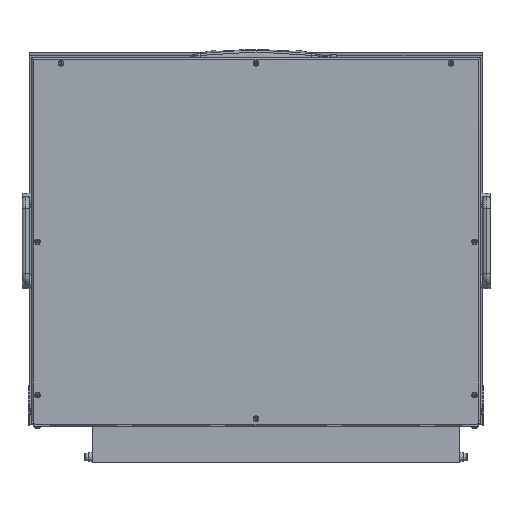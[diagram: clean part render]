
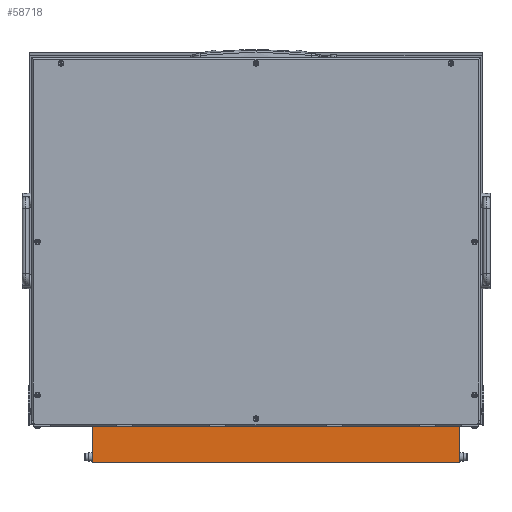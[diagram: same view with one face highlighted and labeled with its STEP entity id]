
A CAD part, front view. The second image highlights one B-rep face of the part: STEP entity #58718.
In plain terms, the highlighted planar face has unit normal (0, -1, 0).
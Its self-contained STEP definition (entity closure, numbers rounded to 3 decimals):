
#1778 = VERTEX_POINT ( 'NONE', #106328 ) ;
#12700 = EDGE_LOOP ( 'NONE', ( #53082, #96343, #27427, #46196 ) ) ;
#15730 = VERTEX_POINT ( 'NONE', #75700 ) ;
#18628 = DIRECTION ( 'NONE',  ( 0., 1., 0. ) ) ;
#19784 = CARTESIAN_POINT ( 'NONE',  ( -0.004, 0., 432.085 ) ) ;
#21581 = DIRECTION ( 'NONE',  ( 0.017, 0., 1. ) ) ;
#22052 = DIRECTION ( 'NONE',  ( 1., 0., -0.017 ) ) ;
#25274 = DIRECTION ( 'NONE',  ( -1., 0., 0.017 ) ) ;
#27241 = FACE_OUTER_BOUND ( 'NONE', #12700, .T. ) ;
#27427 = ORIENTED_EDGE ( 'NONE', *, *, #41268, .T. ) ;
#32569 = LINE ( 'NONE', #98551, #46504 ) ;
#33914 = VERTEX_POINT ( 'NONE', #100174 ) ;
#35303 = PLANE ( 'NONE',  #88385 ) ;
#41268 = EDGE_CURVE ( 'NONE', #15730, #78138, #88625, .T. ) ;
#46196 = ORIENTED_EDGE ( 'NONE', *, *, #60593, .F. ) ;
#46504 = VECTOR ( 'NONE', #88900, 1000. ) ;
#53082 = ORIENTED_EDGE ( 'NONE', *, *, #83309, .T. ) ;
#56065 = VECTOR ( 'NONE', #21581, 1000. ) ;
#56495 = CARTESIAN_POINT ( 'NONE',  ( -0.084, 0., 427.514 ) ) ;
#56980 = CARTESIAN_POINT ( 'NONE',  ( -0.004, 0., 432.085 ) ) ;
#58718 = ADVANCED_FACE ( 'NONE', ( #27241 ), #35303, .F. ) ;
#60593 = EDGE_CURVE ( 'NONE', #1778, #78138, #88676, .T. ) ;
#61489 = VECTOR ( 'NONE', #22052, 1000. ) ;
#73976 = EDGE_CURVE ( 'NONE', #33914, #15730, #32569, .T. ) ;
#75700 = CARTESIAN_POINT ( 'NONE',  ( 44.439, 0., 431.309 ) ) ;
#78138 = VERTEX_POINT ( 'NONE', #19784 ) ;
#79490 = LINE ( 'NONE', #82555, #61489 ) ;
#82555 = CARTESIAN_POINT ( 'NONE',  ( -7.864, 0., -18.188 ) ) ;
#83309 = EDGE_CURVE ( 'NONE', #1778, #33914, #79490, .T. ) ;
#88385 = AXIS2_PLACEMENT_3D ( 'NONE', #93231, #18628, #99722 ) ;
#88625 = LINE ( 'NONE', #56980, #92208 ) ;
#88676 = LINE ( 'NONE', #56495, #56065 ) ;
#88900 = DIRECTION ( 'NONE',  ( 0.017, 0., 1. ) ) ;
#92208 = VECTOR ( 'NONE', #25274, 1000. ) ;
#93231 = CARTESIAN_POINT ( 'NONE',  ( 44.443, 0., 431.563 ) ) ;
#96343 = ORIENTED_EDGE ( 'NONE', *, *, #73976, .T. ) ;
#98551 = CARTESIAN_POINT ( 'NONE',  ( 44.443, 0., 431.563 ) ) ;
#99722 = DIRECTION ( 'NONE',  ( 0., 0., 1. ) ) ;
#100174 = CARTESIAN_POINT ( 'NONE',  ( 36.579, 0., -18.964 ) ) ;
#106328 = CARTESIAN_POINT ( 'NONE',  ( -7.864, 0., -18.188 ) ) ;
